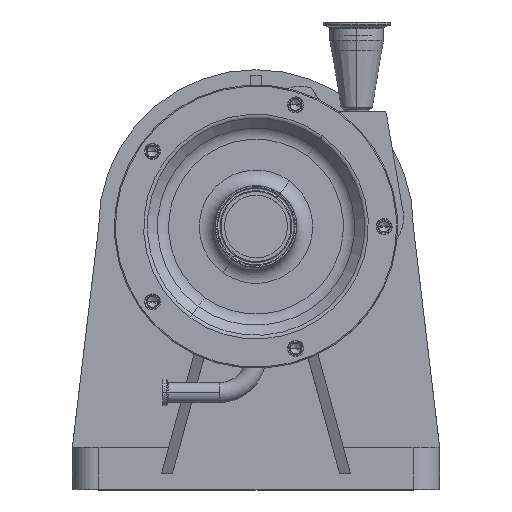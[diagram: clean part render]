
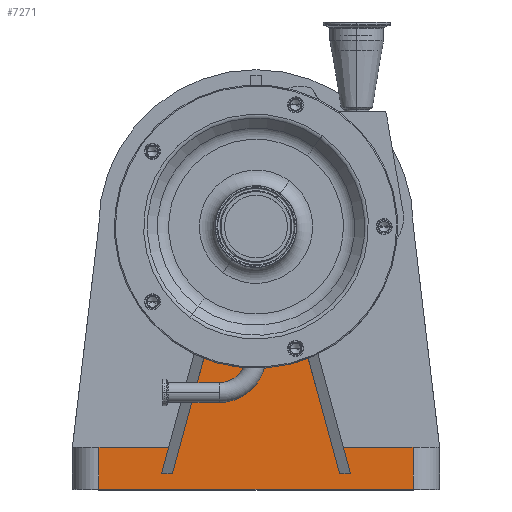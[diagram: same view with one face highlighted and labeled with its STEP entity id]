
A CAD part, top view. The second image highlights one B-rep face of the part: STEP entity #7271.
In plain terms, the highlighted planar face has unit normal (0, 0, 1).
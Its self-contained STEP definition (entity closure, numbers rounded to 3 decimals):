
#65 = VECTOR ( 'NONE', #9185, 1000. ) ;
#116 = DIRECTION ( 'NONE',  ( 0.262, 0.965, 0. ) ) ;
#192 = LINE ( 'NONE', #6414, #65 ) ;
#685 = LINE ( 'NONE', #5185, #1438 ) ;
#789 = DIRECTION ( 'NONE',  ( 0., 0., -1. ) ) ;
#855 = EDGE_CURVE ( 'NONE', #1526, #6169, #1946, .T. ) ;
#905 = PLANE ( 'NONE',  #8399 ) ;
#1264 = ORIENTED_EDGE ( 'NONE', *, *, #5781, .F. ) ;
#1438 = VECTOR ( 'NONE', #11847, 1000. ) ;
#1516 = LINE ( 'NONE', #2878, #8819 ) ;
#1526 = VERTEX_POINT ( 'NONE', #10751 ) ;
#1564 = VECTOR ( 'NONE', #8449, 1000. ) ;
#1584 = VECTOR ( 'NONE', #3415, 1000. ) ;
#1650 = DIRECTION ( 'NONE',  ( 0., -1., 0. ) ) ;
#1696 = CARTESIAN_POINT ( 'NONE',  ( -79.637, 15., -80. ) ) ;
#1946 = LINE ( 'NONE', #11919, #8802 ) ;
#2013 = EDGE_CURVE ( 'NONE', #8932, #10758, #1516, .T. ) ;
#2201 = CARTESIAN_POINT ( 'NONE',  ( -90., 15., -80. ) ) ;
#2390 = CARTESIAN_POINT ( 'NONE',  ( 149.6, 0., -80. ) ) ;
#2755 = LINE ( 'NONE', #8205, #4988 ) ;
#2878 = CARTESIAN_POINT ( 'NONE',  ( -67.186, 98.928, -80. ) ) ;
#2906 = EDGE_CURVE ( 'NONE', #9689, #5062, #6719, .T. ) ;
#2957 = AXIS2_PLACEMENT_3D ( 'NONE', #6112, #4359, #4245 ) ;
#3415 = DIRECTION ( 'NONE',  ( 1., 0., 0. ) ) ;
#3598 = FACE_OUTER_BOUND ( 'NONE', #4913, .T. ) ;
#3840 = EDGE_CURVE ( 'NONE', #4438, #6169, #6279, .T. ) ;
#3893 = EDGE_CURVE ( 'NONE', #4438, #7862, #685, .T. ) ;
#3897 = ORIENTED_EDGE ( 'NONE', *, *, #6807, .F. ) ;
#3909 = ORIENTED_EDGE ( 'NONE', *, *, #9064, .T. ) ;
#4245 = DIRECTION ( 'NONE',  ( -1., 0., 0. ) ) ;
#4275 = CARTESIAN_POINT ( 'NONE',  ( -149.6, 40., -80. ) ) ;
#4359 = DIRECTION ( 'NONE',  ( 0., 0., -1. ) ) ;
#4438 = VERTEX_POINT ( 'NONE', #5989 ) ;
#4467 = VECTOR ( 'NONE', #5745, 1000. ) ;
#4510 = ORIENTED_EDGE ( 'NONE', *, *, #3893, .T. ) ;
#4689 = VERTEX_POINT ( 'NONE', #10742 ) ;
#4897 = ORIENTED_EDGE ( 'NONE', *, *, #11221, .T. ) ;
#4913 = EDGE_LOOP ( 'NONE', ( #10020, #5750, #7270, #3897, #4897, #6575, #7849, #1264, #6599, #8138, #4510, #3909 ) ) ;
#4988 = VECTOR ( 'NONE', #9039, 1000. ) ;
#5062 = VERTEX_POINT ( 'NONE', #1696 ) ;
#5185 = CARTESIAN_POINT ( 'NONE',  ( 80.35, 12.377, -80. ) ) ;
#5504 = CARTESIAN_POINT ( 'NONE',  ( 90., 15., -80. ) ) ;
#5655 = VECTOR ( 'NONE', #10785, 1000. ) ;
#5745 = DIRECTION ( 'NONE',  ( -0.262, -0.965, 0. ) ) ;
#5750 = ORIENTED_EDGE ( 'NONE', *, *, #7104, .F. ) ;
#5781 = EDGE_CURVE ( 'NONE', #1526, #7068, #8208, .T. ) ;
#5989 = CARTESIAN_POINT ( 'NONE',  ( 79.637, 15., -80. ) ) ;
#6026 = EDGE_CURVE ( 'NONE', #6607, #4689, #6182, .T. ) ;
#6112 = CARTESIAN_POINT ( 'NONE',  ( 0., 250., -80. ) ) ;
#6160 = CARTESIAN_POINT ( 'NONE',  ( 0., 15., -80. ) ) ;
#6169 = VERTEX_POINT ( 'NONE', #5504 ) ;
#6182 = LINE ( 'NONE', #2390, #1584 ) ;
#6211 = CARTESIAN_POINT ( 'NONE',  ( -149.6, 0., -80. ) ) ;
#6279 = LINE ( 'NONE', #6160, #9136 ) ;
#6414 = CARTESIAN_POINT ( 'NONE',  ( 149.6, 40., -80. ) ) ;
#6514 = CARTESIAN_POINT ( 'NONE',  ( 149.6, 40., -80. ) ) ;
#6575 = ORIENTED_EDGE ( 'NONE', *, *, #6026, .T. ) ;
#6599 = ORIENTED_EDGE ( 'NONE', *, *, #855, .T. ) ;
#6607 = VERTEX_POINT ( 'NONE', #6211 ) ;
#6719 = LINE ( 'NONE', #10280, #4467 ) ;
#6807 = EDGE_CURVE ( 'NONE', #9402, #10758, #192, .T. ) ;
#7068 = VERTEX_POINT ( 'NONE', #9865 ) ;
#7104 = EDGE_CURVE ( 'NONE', #8932, #5062, #11777, .T. ) ;
#7131 = DIRECTION ( 'NONE',  ( 1., 0., 0. ) ) ;
#7270 = ORIENTED_EDGE ( 'NONE', *, *, #2013, .T. ) ;
#7271 = ADVANCED_FACE ( 'NONE', ( #3598 ), #905, .F. ) ;
#7280 = CARTESIAN_POINT ( 'NONE',  ( 149.6, 40., -80. ) ) ;
#7302 = DIRECTION ( 'NONE',  ( 0.262, -0.965, 0. ) ) ;
#7849 = ORIENTED_EDGE ( 'NONE', *, *, #11477, .F. ) ;
#7862 = VERTEX_POINT ( 'NONE', #11461 ) ;
#8090 = CARTESIAN_POINT ( 'NONE',  ( -90., 15., -80. ) ) ;
#8138 = ORIENTED_EDGE ( 'NONE', *, *, #3840, .F. ) ;
#8205 = CARTESIAN_POINT ( 'NONE',  ( 149.6, 40., -80. ) ) ;
#8208 = LINE ( 'NONE', #7280, #1564 ) ;
#8399 = AXIS2_PLACEMENT_3D ( 'NONE', #6514, #789, #10175 ) ;
#8449 = DIRECTION ( 'NONE',  ( 1., 0., 0. ) ) ;
#8802 = VECTOR ( 'NONE', #7302, 1000. ) ;
#8819 = VECTOR ( 'NONE', #116, 1000. ) ;
#8932 = VERTEX_POINT ( 'NONE', #2201 ) ;
#9039 = DIRECTION ( 'NONE',  ( 0., -1., 0. ) ) ;
#9064 = EDGE_CURVE ( 'NONE', #7862, #9689, #11475, .T. ) ;
#9136 = VECTOR ( 'NONE', #7131, 1000. ) ;
#9185 = DIRECTION ( 'NONE',  ( 1., 0., 0. ) ) ;
#9402 = VERTEX_POINT ( 'NONE', #4275 ) ;
#9417 = VECTOR ( 'NONE', #1650, 1000. ) ;
#9689 = VERTEX_POINT ( 'NONE', #11917 ) ;
#9865 = CARTESIAN_POINT ( 'NONE',  ( 149.6, 40., -80. ) ) ;
#9890 = LINE ( 'NONE', #10803, #9417 ) ;
#10020 = ORIENTED_EDGE ( 'NONE', *, *, #2906, .T. ) ;
#10175 = DIRECTION ( 'NONE',  ( -1., 0., 0. ) ) ;
#10280 = CARTESIAN_POINT ( 'NONE',  ( -40.6, 158.613, -80. ) ) ;
#10742 = CARTESIAN_POINT ( 'NONE',  ( 149.6, 0., -80. ) ) ;
#10751 = CARTESIAN_POINT ( 'NONE',  ( 83.204, 40., -80. ) ) ;
#10758 = VERTEX_POINT ( 'NONE', #11876 ) ;
#10785 = DIRECTION ( 'NONE',  ( 1., 0., 0. ) ) ;
#10803 = CARTESIAN_POINT ( 'NONE',  ( -149.6, 40., -80. ) ) ;
#11221 = EDGE_CURVE ( 'NONE', #9402, #6607, #9890, .T. ) ;
#11461 = CARTESIAN_POINT ( 'NONE',  ( 40.6, 158.613, -80. ) ) ;
#11475 = CIRCLE ( 'NONE', #2957, 100. ) ;
#11477 = EDGE_CURVE ( 'NONE', #7068, #4689, #2755, .T. ) ;
#11777 = LINE ( 'NONE', #8090, #5655 ) ;
#11847 = DIRECTION ( 'NONE',  ( -0.262, 0.965, 0. ) ) ;
#11876 = CARTESIAN_POINT ( 'NONE',  ( -83.204, 40., -80. ) ) ;
#11917 = CARTESIAN_POINT ( 'NONE',  ( -40.6, 158.613, -80. ) ) ;
#11919 = CARTESIAN_POINT ( 'NONE',  ( 87.773, 23.194, -80. ) ) ;
